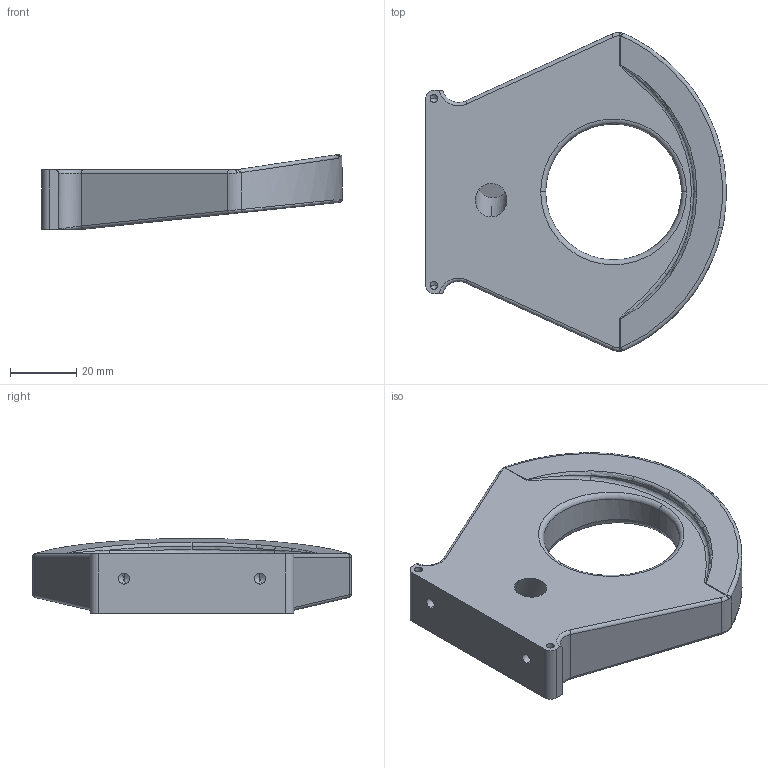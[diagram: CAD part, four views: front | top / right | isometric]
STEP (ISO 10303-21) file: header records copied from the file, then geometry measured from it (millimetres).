
FILE_DESCRIPTION (( 'STEP AP214' ), '1' );
FILE_NAME ('DF Head - 70 deg - 2 deg shaft lean.STEP', '2025-07-31T14:18:59', ( 'ARUP Laboratories' ), ( 'ARUP Laboratories' ), 'SwSTEP 2.0', 'SolidWorks 2025', '' );
FILE_SCHEMA (( 'AUTOMOTIVE_DESIGN' ));
Length unit declared in the file: millimetre
Products named in the file (1): DF Head - 70 deg - 2 deg shaft lean
Bounding box: 90.69 x 96.14 x 22.6 mm (x, y, z)
Volume: 75177.8 mm3; surface area: 18203.8 mm2
Topology: 1 solids, 1 shells, 104 faces, 250 edges, 139 vertices
Faces by surface type: cylinder 39, cone 32, bspline 15, plane 10, torus 8
Entity records: 3603 total; most frequent: CARTESIAN_POINT 1378, DIRECTION 462, ORIENTED_EDGE 460, EDGE_CURVE 230, AXIS2_PLACEMENT_3D 187, VERTEX_POINT 139, EDGE_LOOP 117, FACE_OUTER_BOUND 104
